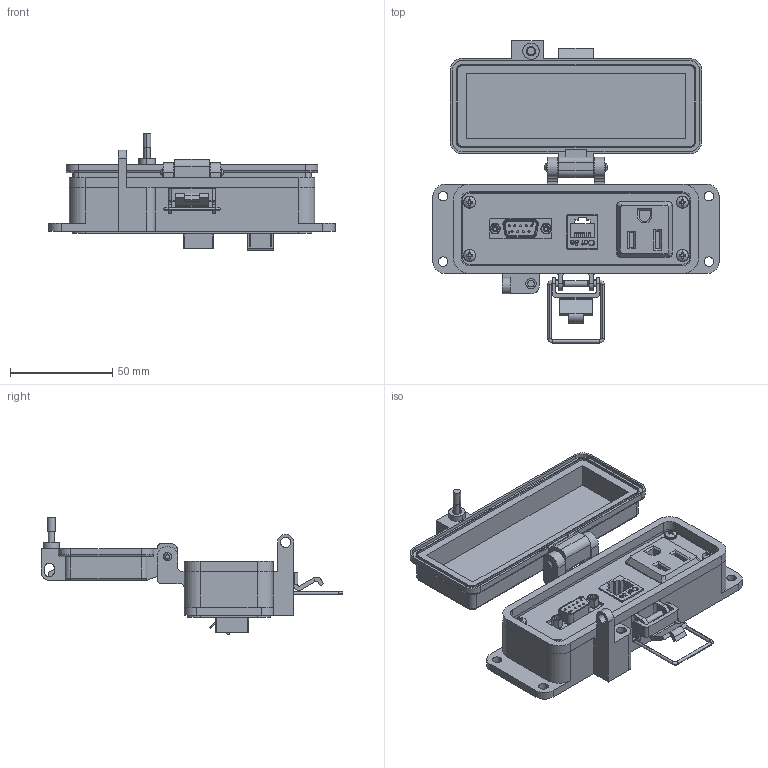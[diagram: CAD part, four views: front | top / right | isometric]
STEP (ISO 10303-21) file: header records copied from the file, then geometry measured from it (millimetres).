
FILE_DESCRIPTION (( 'STEP AP214' ), '1' );
FILE_NAME ('P-Q3R2-H3R0_3D.STEP', '2017-09-14T13:56:42', ( '' ), ( '' ), 'SwSTEP 2.0', 'SolidWorks 2017', '' );
FILE_SCHEMA (( 'AUTOMOTIVE_DESIGN' ));
Length unit declared in the file: millimetre
Products named in the file (12): Z-300-RJ45CAT5; P-Q3R2-H3R0_FP; Q3; 90272A106_ZINC-PLTD STL PAN HEAD PHILLIPS MACHINE SCREW_90272A106; P-Q3R2-H3R0_TP; P-Q3R2-H3R0_BP; P-Q3R2-H3R0_3D; 92005A124_METRIC PAN HEAD PHILLIPS MACHINE SCREW_92005A124; H-X-H3; R; Z-200-R0SQ; R2
Assembly tree (18 placements, depth 3):
  P-Q3R2-H3R0_3D
    P-Q3R2-H3R0_BP
    P-Q3R2-H3R0_TP
    90272A106_ZINC-PLTD STL PAN HEAD PHILLIPS MACHINE SCREW_90272A106  x5
    Q3
    P-Q3R2-H3R0_FP
    R2
      Z-300-RJ45CAT5
    R
      Z-200-R0SQ
    H-X-H3
    92005A124_METRIC PAN HEAD PHILLIPS MACHINE SCREW_92005A124  x4
Bounding box: 140 x 147.61 x 57.27 mm (x, y, z)
Volume: 117074.6 mm3; surface area: 91876.4 mm2
Topology: 29 solids, 29 shells, 2891 faces, 8142 edges, 5394 vertices
Faces by surface type: cylinder 1280, plane 1039, bspline 368, cone 150, torus 36, sphere 18
Entity records: 89707 total; most frequent: CARTESIAN_POINT 30978, ORIENTED_EDGE 10784, DIRECTION 8096, EDGE_CURVE 5392, VERTEX_POINT 3575, LINE 3142, VECTOR 3142, AXIS2_PLACEMENT_3D 2477
